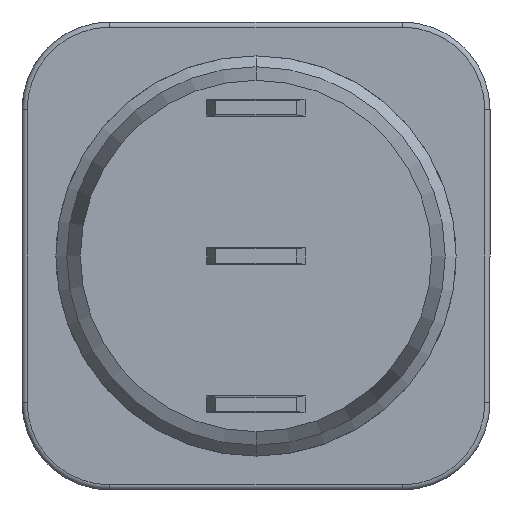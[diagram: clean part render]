
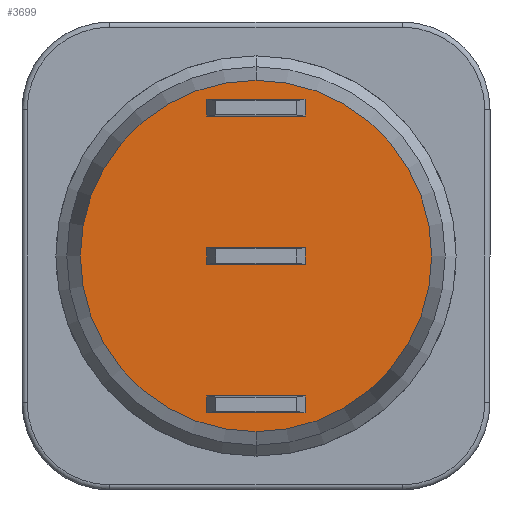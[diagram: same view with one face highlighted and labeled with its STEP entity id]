
A CAD part, front view. The second image highlights one B-rep face of the part: STEP entity #3699.
In plain terms, the highlighted planar face has unit normal (0, -1, 0).
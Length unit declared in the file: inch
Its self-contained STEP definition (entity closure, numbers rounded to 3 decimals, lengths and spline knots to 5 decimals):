
#45 = AXIS2_PLACEMENT_3D ( 'NONE', #943, #3860, #1362 ) ;
#67 = EDGE_CURVE ( 'NONE', #4793, #5039, #866, .T. ) ;
#72 = CARTESIAN_POINT ( 'NONE',  ( -1.41362, -1.04529, 1.00565 ) ) ;
#125 = ORIENTED_EDGE ( 'NONE', *, *, #4040, .F. ) ;
#168 = DIRECTION ( 'NONE',  ( 0., 0., 1. ) ) ;
#213 = VERTEX_POINT ( 'NONE', #2829 ) ;
#217 = LINE ( 'NONE', #1373, #4549 ) ;
#305 = CARTESIAN_POINT ( 'NONE',  ( -1.22362, -1.04529, 1.26065 ) ) ;
#347 = ORIENTED_EDGE ( 'NONE', *, *, #4177, .F. ) ;
#362 = EDGE_LOOP ( 'NONE', ( #1601, #978 ) ) ;
#421 = EDGE_CURVE ( 'NONE', #3953, #1274, #217, .T. ) ;
#437 = LINE ( 'NONE', #3501, #3658 ) ;
#458 = CARTESIAN_POINT ( 'NONE',  ( -1.41362, -1.04529, 1.29265 ) ) ;
#466 = VERTEX_POINT ( 'NONE', #3481 ) ;
#545 = DIRECTION ( 'NONE',  ( 0., 0., -1. ) ) ;
#559 = EDGE_CURVE ( 'NONE', #4741, #213, #4018, .T. ) ;
#572 = LINE ( 'NONE', #3162, #1431 ) ;
#584 = EDGE_CURVE ( 'NONE', #1349, #3953, #810, .T. ) ;
#676 = VECTOR ( 'NONE', #3969, 39.37008 ) ;
#707 = VECTOR ( 'NONE', #916, 39.37008 ) ;
#810 = LINE ( 'NONE', #1465, #676 ) ;
#863 = CARTESIAN_POINT ( 'NONE',  ( -1.41362, -1.04529, 1.57965 ) ) ;
#866 = LINE ( 'NONE', #4461, #1850 ) ;
#916 = DIRECTION ( 'NONE',  ( 0., 0., -1. ) ) ;
#943 = CARTESIAN_POINT ( 'NONE',  ( -1.31862, -1.04529, 1.27665 ) ) ;
#978 = ORIENTED_EDGE ( 'NONE', *, *, #2055, .F. ) ;
#989 = EDGE_CURVE ( 'NONE', #4491, #4419, #4492, .T. ) ;
#1026 = CARTESIAN_POINT ( 'NONE',  ( -1.22362, -1.04529, 0.97365 ) ) ;
#1027 = DIRECTION ( 'NONE',  ( 1., 0., 0. ) ) ;
#1033 = EDGE_CURVE ( 'NONE', #2005, #4741, #2004, .T. ) ;
#1070 = CARTESIAN_POINT ( 'NONE',  ( -1.31862, -1.04529, 1.27665 ) ) ;
#1214 = ORIENTED_EDGE ( 'NONE', *, *, #584, .F. ) ;
#1227 = EDGE_LOOP ( 'NONE', ( #3944, #347, #3914, #1861 ) ) ;
#1248 = VECTOR ( 'NONE', #3706, 39.37008 ) ;
#1274 = VERTEX_POINT ( 'NONE', #305 ) ;
#1276 = CARTESIAN_POINT ( 'NONE',  ( -1.31862, -1.04529, 1.27665 ) ) ;
#1349 = VERTEX_POINT ( 'NONE', #458 ) ;
#1362 = DIRECTION ( 'NONE',  ( 0., 0., 1. ) ) ;
#1370 = EDGE_CURVE ( 'NONE', #213, #466, #4020, .T. ) ;
#1373 = CARTESIAN_POINT ( 'NONE',  ( -1.41362, -1.04529, 1.26065 ) ) ;
#1427 = DIRECTION ( 'NONE',  ( -1., 0., 0. ) ) ;
#1431 = VECTOR ( 'NONE', #5244, 39.37008 ) ;
#1465 = CARTESIAN_POINT ( 'NONE',  ( -1.41362, -1.04529, 1.29265 ) ) ;
#1488 = DIRECTION ( 'NONE',  ( 0., 0., 1. ) ) ;
#1505 = LINE ( 'NONE', #1624, #1248 ) ;
#1601 = ORIENTED_EDGE ( 'NONE', *, *, #989, .F. ) ;
#1624 = CARTESIAN_POINT ( 'NONE',  ( -1.22362, -1.04529, 1.29265 ) ) ;
#1694 = DIRECTION ( 'NONE',  ( 0., 0., 1. ) ) ;
#1740 = CARTESIAN_POINT ( 'NONE',  ( -1.22362, -1.04529, 1.57965 ) ) ;
#1792 = VECTOR ( 'NONE', #1027, 39.37008 ) ;
#1817 = LINE ( 'NONE', #72, #707 ) ;
#1850 = VECTOR ( 'NONE', #168, 39.37008 ) ;
#1861 = ORIENTED_EDGE ( 'NONE', *, *, #559, .F. ) ;
#1875 = EDGE_CURVE ( 'NONE', #4661, #1349, #3793, .T. ) ;
#1895 = ORIENTED_EDGE ( 'NONE', *, *, #2987, .F. ) ;
#2004 = LINE ( 'NONE', #3059, #4218 ) ;
#2005 = VERTEX_POINT ( 'NONE', #863 ) ;
#2055 = EDGE_CURVE ( 'NONE', #4419, #4491, #3859, .T. ) ;
#2152 = DIRECTION ( 'NONE',  ( 0., 0., 1. ) ) ;
#2434 = CARTESIAN_POINT ( 'NONE',  ( -1.22362, -1.04529, 1.00565 ) ) ;
#2459 = ORIENTED_EDGE ( 'NONE', *, *, #421, .F. ) ;
#2540 = FACE_BOUND ( 'NONE', #1227, .T. ) ;
#2547 = DIRECTION ( 'NONE',  ( 1., 0., 0. ) ) ;
#2633 = VERTEX_POINT ( 'NONE', #3514 ) ;
#2687 = VECTOR ( 'NONE', #5365, 39.37008 ) ;
#2829 = CARTESIAN_POINT ( 'NONE',  ( -1.22362, -1.04529, 1.54765 ) ) ;
#2987 = EDGE_CURVE ( 'NONE', #5039, #3704, #572, .T. ) ;
#3003 = VECTOR ( 'NONE', #2547, 39.37008 ) ;
#3044 = ORIENTED_EDGE ( 'NONE', *, *, #67, .F. ) ;
#3059 = CARTESIAN_POINT ( 'NONE',  ( -1.41362, -1.04529, 1.57965 ) ) ;
#3135 = LINE ( 'NONE', #4643, #3003 ) ;
#3162 = CARTESIAN_POINT ( 'NONE',  ( -1.41362, -1.04529, 1.00565 ) ) ;
#3433 = CARTESIAN_POINT ( 'NONE',  ( -1.22362, -1.04529, 1.29265 ) ) ;
#3481 = CARTESIAN_POINT ( 'NONE',  ( -1.22362, -1.04529, 1.57965 ) ) ;
#3501 = CARTESIAN_POINT ( 'NONE',  ( -1.41362, -1.04529, 1.57965 ) ) ;
#3514 = CARTESIAN_POINT ( 'NONE',  ( -1.41362, -1.04529, 0.97365 ) ) ;
#3518 = FACE_BOUND ( 'NONE', #4410, .T. ) ;
#3536 = ORIENTED_EDGE ( 'NONE', *, *, #4613, .F. ) ;
#3658 = VECTOR ( 'NONE', #1427, 39.37008 ) ;
#3699 = ADVANCED_FACE ( 'NONE', ( #2540, #4644, #4772, #3518 ), #5359, .F. ) ;
#3704 = VERTEX_POINT ( 'NONE', #5024 ) ;
#3706 = DIRECTION ( 'NONE',  ( 0., 0., 1. ) ) ;
#3747 = CARTESIAN_POINT ( 'NONE',  ( -1.31862, -1.04529, 1.61665 ) ) ;
#3793 = LINE ( 'NONE', #4558, #2687 ) ;
#3859 = CIRCLE ( 'NONE', #4190, 0.34 ) ;
#3860 = DIRECTION ( 'NONE',  ( 0., 1., 0. ) ) ;
#3861 = EDGE_CURVE ( 'NONE', #2633, #4793, #3135, .T. ) ;
#3871 = DIRECTION ( 'NONE',  ( 1., 0., 0. ) ) ;
#3881 = ORIENTED_EDGE ( 'NONE', *, *, #3861, .F. ) ;
#3885 = EDGE_LOOP ( 'NONE', ( #1214, #4033, #125, #2459 ) ) ;
#3914 = ORIENTED_EDGE ( 'NONE', *, *, #1370, .F. ) ;
#3944 = ORIENTED_EDGE ( 'NONE', *, *, #1033, .F. ) ;
#3953 = VERTEX_POINT ( 'NONE', #5312 ) ;
#3969 = DIRECTION ( 'NONE',  ( 0., 0., -1. ) ) ;
#3991 = DIRECTION ( 'NONE',  ( 0., 1., 0. ) ) ;
#4018 = LINE ( 'NONE', #4790, #1792 ) ;
#4020 = LINE ( 'NONE', #1740, #5123 ) ;
#4033 = ORIENTED_EDGE ( 'NONE', *, *, #1875, .F. ) ;
#4040 = EDGE_CURVE ( 'NONE', #1274, #4661, #1505, .T. ) ;
#4083 = CARTESIAN_POINT ( 'NONE',  ( -1.31862, -1.04529, 0.93665 ) ) ;
#4177 = EDGE_CURVE ( 'NONE', #466, #2005, #437, .T. ) ;
#4190 = AXIS2_PLACEMENT_3D ( 'NONE', #1070, #3991, #1488 ) ;
#4193 = DIRECTION ( 'NONE',  ( 0., 1., 0. ) ) ;
#4218 = VECTOR ( 'NONE', #545, 39.37008 ) ;
#4313 = CARTESIAN_POINT ( 'NONE',  ( -1.41362, -1.04529, 1.54765 ) ) ;
#4410 = EDGE_LOOP ( 'NONE', ( #3536, #1895, #3044, #3881 ) ) ;
#4419 = VERTEX_POINT ( 'NONE', #4083 ) ;
#4461 = CARTESIAN_POINT ( 'NONE',  ( -1.22362, -1.04529, 1.00565 ) ) ;
#4491 = VERTEX_POINT ( 'NONE', #3747 ) ;
#4492 = CIRCLE ( 'NONE', #45, 0.34 ) ;
#4549 = VECTOR ( 'NONE', #3871, 39.37008 ) ;
#4558 = CARTESIAN_POINT ( 'NONE',  ( -1.41362, -1.04529, 1.29265 ) ) ;
#4613 = EDGE_CURVE ( 'NONE', #3704, #2633, #1817, .T. ) ;
#4643 = CARTESIAN_POINT ( 'NONE',  ( -1.41362, -1.04529, 0.97365 ) ) ;
#4644 = FACE_OUTER_BOUND ( 'NONE', #362, .T. ) ;
#4661 = VERTEX_POINT ( 'NONE', #3433 ) ;
#4741 = VERTEX_POINT ( 'NONE', #4313 ) ;
#4772 = FACE_BOUND ( 'NONE', #3885, .T. ) ;
#4790 = CARTESIAN_POINT ( 'NONE',  ( -1.41362, -1.04529, 1.54765 ) ) ;
#4793 = VERTEX_POINT ( 'NONE', #1026 ) ;
#5024 = CARTESIAN_POINT ( 'NONE',  ( -1.41362, -1.04529, 1.00565 ) ) ;
#5030 = AXIS2_PLACEMENT_3D ( 'NONE', #1276, #4193, #1694 ) ;
#5039 = VERTEX_POINT ( 'NONE', #2434 ) ;
#5123 = VECTOR ( 'NONE', #2152, 39.37008 ) ;
#5244 = DIRECTION ( 'NONE',  ( -1., 0., 0. ) ) ;
#5312 = CARTESIAN_POINT ( 'NONE',  ( -1.41362, -1.04529, 1.26065 ) ) ;
#5359 = PLANE ( 'NONE',  #5030 ) ;
#5365 = DIRECTION ( 'NONE',  ( -1., 0., 0. ) ) ;
